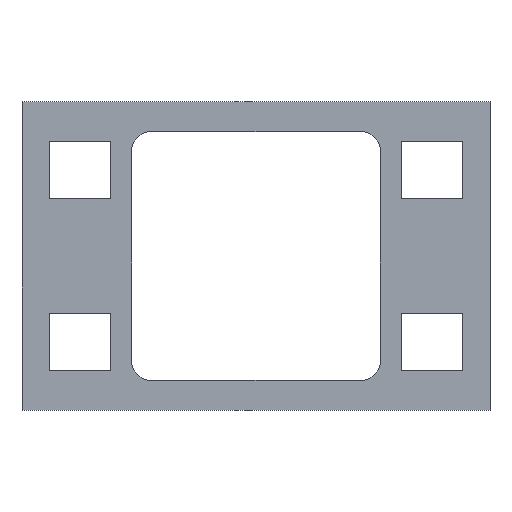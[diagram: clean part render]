
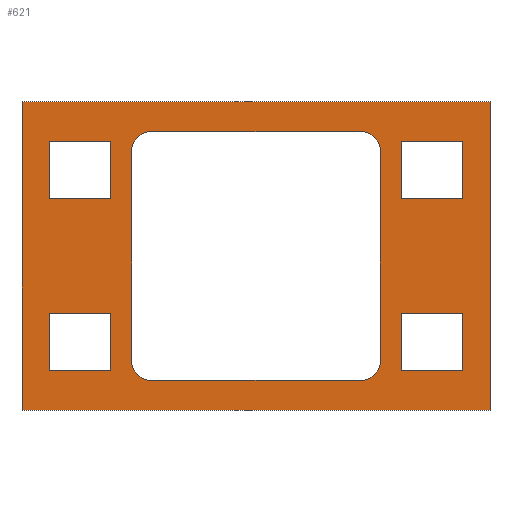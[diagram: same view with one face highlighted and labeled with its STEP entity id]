
A CAD part, top view. The second image highlights one B-rep face of the part: STEP entity #621.
In plain terms, the highlighted planar face has unit normal (0, 0, 1).
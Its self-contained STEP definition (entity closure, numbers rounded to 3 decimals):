
#15=FACE_BOUND('',#96,.T.);
#16=FACE_BOUND('',#97,.T.);
#17=FACE_BOUND('',#98,.T.);
#18=FACE_BOUND('',#99,.T.);
#19=FACE_BOUND('',#100,.T.);
#26=CIRCLE('',#636,0.5);
#28=CIRCLE('',#640,0.5);
#30=CIRCLE('',#644,0.5);
#32=CIRCLE('',#648,0.5);
#65=FACE_OUTER_BOUND('',#95,.T.);
#95=EDGE_LOOP('',(#511,#512,#513,#514));
#96=EDGE_LOOP('',(#515,#516,#517,#518));
#97=EDGE_LOOP('',(#519,#520,#521,#522));
#98=EDGE_LOOP('',(#523,#524,#525,#526,#527,#528,#529,#530));
#99=EDGE_LOOP('',(#531,#532,#533,#534));
#100=EDGE_LOOP('',(#535,#536,#537,#538));
#109=LINE('',#825,#185);
#112=LINE('',#831,#188);
#115=LINE('',#837,#191);
#118=LINE('',#841,#194);
#121=LINE('',#849,#197);
#124=LINE('',#855,#200);
#127=LINE('',#861,#203);
#130=LINE('',#865,#206);
#133=LINE('',#873,#209);
#137=LINE('',#885,#213);
#141=LINE('',#897,#217);
#145=LINE('',#909,#221);
#149=LINE('',#921,#225);
#152=LINE('',#927,#228);
#155=LINE('',#933,#231);
#158=LINE('',#937,#234);
#161=LINE('',#945,#237);
#164=LINE('',#951,#240);
#167=LINE('',#957,#243);
#170=LINE('',#961,#246);
#173=LINE('',#969,#249);
#176=LINE('',#975,#252);
#179=LINE('',#981,#255);
#182=LINE('',#985,#258);
#185=VECTOR('',#669,10.);
#188=VECTOR('',#674,10.);
#191=VECTOR('',#679,10.);
#194=VECTOR('',#684,10.);
#197=VECTOR('',#689,10.);
#200=VECTOR('',#694,10.);
#203=VECTOR('',#699,10.);
#206=VECTOR('',#704,10.);
#209=VECTOR('',#709,10.);
#213=VECTOR('',#721,10.);
#217=VECTOR('',#733,10.);
#221=VECTOR('',#745,10.);
#225=VECTOR('',#757,10.);
#228=VECTOR('',#762,10.);
#231=VECTOR('',#767,10.);
#234=VECTOR('',#772,10.);
#237=VECTOR('',#777,10.);
#240=VECTOR('',#782,10.);
#243=VECTOR('',#787,10.);
#246=VECTOR('',#792,10.);
#249=VECTOR('',#797,10.);
#252=VECTOR('',#802,10.);
#255=VECTOR('',#807,10.);
#258=VECTOR('',#812,10.);
#261=VERTEX_POINT('',#822);
#262=VERTEX_POINT('',#824);
#264=VERTEX_POINT('',#830);
#266=VERTEX_POINT('',#836);
#269=VERTEX_POINT('',#846);
#270=VERTEX_POINT('',#848);
#272=VERTEX_POINT('',#854);
#274=VERTEX_POINT('',#860);
#277=VERTEX_POINT('',#870);
#278=VERTEX_POINT('',#872);
#280=VERTEX_POINT('',#878);
#282=VERTEX_POINT('',#884);
#284=VERTEX_POINT('',#890);
#286=VERTEX_POINT('',#896);
#288=VERTEX_POINT('',#902);
#290=VERTEX_POINT('',#908);
#293=VERTEX_POINT('',#918);
#294=VERTEX_POINT('',#920);
#296=VERTEX_POINT('',#926);
#298=VERTEX_POINT('',#932);
#301=VERTEX_POINT('',#942);
#302=VERTEX_POINT('',#944);
#304=VERTEX_POINT('',#950);
#306=VERTEX_POINT('',#956);
#309=VERTEX_POINT('',#966);
#310=VERTEX_POINT('',#968);
#312=VERTEX_POINT('',#974);
#314=VERTEX_POINT('',#980);
#317=EDGE_CURVE('',#262,#261,#109,.T.);
#320=EDGE_CURVE('',#264,#262,#112,.T.);
#323=EDGE_CURVE('',#266,#264,#115,.T.);
#326=EDGE_CURVE('',#261,#266,#118,.T.);
#329=EDGE_CURVE('',#270,#269,#121,.T.);
#332=EDGE_CURVE('',#272,#270,#124,.T.);
#335=EDGE_CURVE('',#274,#272,#127,.T.);
#338=EDGE_CURVE('',#269,#274,#130,.T.);
#341=EDGE_CURVE('',#278,#277,#133,.T.);
#344=EDGE_CURVE('',#280,#278,#26,.T.);
#347=EDGE_CURVE('',#282,#280,#137,.T.);
#350=EDGE_CURVE('',#284,#282,#28,.T.);
#353=EDGE_CURVE('',#286,#284,#141,.T.);
#356=EDGE_CURVE('',#288,#286,#30,.T.);
#359=EDGE_CURVE('',#290,#288,#145,.T.);
#362=EDGE_CURVE('',#277,#290,#32,.T.);
#365=EDGE_CURVE('',#294,#293,#149,.T.);
#368=EDGE_CURVE('',#296,#294,#152,.T.);
#371=EDGE_CURVE('',#298,#296,#155,.T.);
#374=EDGE_CURVE('',#293,#298,#158,.T.);
#377=EDGE_CURVE('',#302,#301,#161,.T.);
#380=EDGE_CURVE('',#304,#302,#164,.T.);
#383=EDGE_CURVE('',#306,#304,#167,.T.);
#386=EDGE_CURVE('',#301,#306,#170,.T.);
#389=EDGE_CURVE('',#310,#309,#173,.T.);
#392=EDGE_CURVE('',#312,#310,#176,.T.);
#395=EDGE_CURVE('',#314,#312,#179,.T.);
#398=EDGE_CURVE('',#309,#314,#182,.T.);
#511=ORIENTED_EDGE('',*,*,#398,.T.);
#512=ORIENTED_EDGE('',*,*,#395,.T.);
#513=ORIENTED_EDGE('',*,*,#392,.T.);
#514=ORIENTED_EDGE('',*,*,#389,.T.);
#515=ORIENTED_EDGE('',*,*,#386,.T.);
#516=ORIENTED_EDGE('',*,*,#383,.T.);
#517=ORIENTED_EDGE('',*,*,#380,.T.);
#518=ORIENTED_EDGE('',*,*,#377,.T.);
#519=ORIENTED_EDGE('',*,*,#374,.T.);
#520=ORIENTED_EDGE('',*,*,#371,.T.);
#521=ORIENTED_EDGE('',*,*,#368,.T.);
#522=ORIENTED_EDGE('',*,*,#365,.T.);
#523=ORIENTED_EDGE('',*,*,#362,.T.);
#524=ORIENTED_EDGE('',*,*,#359,.T.);
#525=ORIENTED_EDGE('',*,*,#356,.T.);
#526=ORIENTED_EDGE('',*,*,#353,.T.);
#527=ORIENTED_EDGE('',*,*,#350,.T.);
#528=ORIENTED_EDGE('',*,*,#347,.T.);
#529=ORIENTED_EDGE('',*,*,#344,.T.);
#530=ORIENTED_EDGE('',*,*,#341,.T.);
#531=ORIENTED_EDGE('',*,*,#338,.T.);
#532=ORIENTED_EDGE('',*,*,#335,.T.);
#533=ORIENTED_EDGE('',*,*,#332,.T.);
#534=ORIENTED_EDGE('',*,*,#329,.T.);
#535=ORIENTED_EDGE('',*,*,#326,.T.);
#536=ORIENTED_EDGE('',*,*,#323,.T.);
#537=ORIENTED_EDGE('',*,*,#320,.T.);
#538=ORIENTED_EDGE('',*,*,#317,.T.);
#591=PLANE('',#661);
#621=ADVANCED_FACE('',(#65,#15,#16,#17,#18,#19),#591,.T.);
#636=AXIS2_PLACEMENT_3D('',#879,#715,#716);
#640=AXIS2_PLACEMENT_3D('',#891,#727,#728);
#644=AXIS2_PLACEMENT_3D('',#903,#739,#740);
#648=AXIS2_PLACEMENT_3D('',#913,#751,#752);
#661=AXIS2_PLACEMENT_3D('',#986,#813,#814);
#669=DIRECTION('',(0.,-1.,0.));
#674=DIRECTION('',(1.,0.,0.));
#679=DIRECTION('',(0.,1.,0.));
#684=DIRECTION('',(-1.,0.,0.));
#689=DIRECTION('',(0.,1.,0.));
#694=DIRECTION('',(-1.,0.,0.));
#699=DIRECTION('',(0.,-1.,0.));
#704=DIRECTION('',(1.,0.,0.));
#709=DIRECTION('',(1.,0.,0.));
#715=DIRECTION('center_axis',(0.,0.,-1.));
#716=DIRECTION('ref_axis',(0.,1.,0.));
#721=DIRECTION('',(0.,1.,0.));
#727=DIRECTION('center_axis',(0.,0.,-1.));
#728=DIRECTION('ref_axis',(-1.,0.,0.));
#733=DIRECTION('',(-1.,0.,0.));
#739=DIRECTION('center_axis',(0.,0.,-1.));
#740=DIRECTION('ref_axis',(0.,-1.,0.));
#745=DIRECTION('',(0.,-1.,0.));
#751=DIRECTION('center_axis',(0.,0.,-1.));
#752=DIRECTION('ref_axis',(1.,0.,0.));
#757=DIRECTION('',(0.,-1.,0.));
#762=DIRECTION('',(1.,0.,0.));
#767=DIRECTION('',(0.,1.,0.));
#772=DIRECTION('',(-1.,0.,0.));
#777=DIRECTION('',(0.,-1.,0.));
#782=DIRECTION('',(1.,0.,0.));
#787=DIRECTION('',(0.,1.,0.));
#792=DIRECTION('',(-1.,0.,0.));
#797=DIRECTION('',(1.,0.,0.));
#802=DIRECTION('',(0.,-1.,0.));
#807=DIRECTION('',(-1.,0.,0.));
#812=DIRECTION('',(0.,1.,0.));
#813=DIRECTION('center_axis',(0.,0.,1.));
#814=DIRECTION('ref_axis',(1.,0.,0.));
#822=CARTESIAN_POINT('',(5.4,1.5,0.5));
#824=CARTESIAN_POINT('',(5.4,3.,0.5));
#825=CARTESIAN_POINT('',(5.4,3.,0.5));
#830=CARTESIAN_POINT('',(3.8,3.,0.5));
#831=CARTESIAN_POINT('',(3.8,3.,0.5));
#836=CARTESIAN_POINT('',(3.8,1.5,0.5));
#837=CARTESIAN_POINT('',(3.8,1.5,0.5));
#841=CARTESIAN_POINT('',(5.4,1.5,0.5));
#846=CARTESIAN_POINT('',(-5.4,3.,0.5));
#848=CARTESIAN_POINT('',(-5.4,1.5,0.5));
#849=CARTESIAN_POINT('',(-5.4,1.5,0.5));
#854=CARTESIAN_POINT('',(-3.8,1.5,0.5));
#855=CARTESIAN_POINT('',(-3.8,1.5,0.5));
#860=CARTESIAN_POINT('',(-3.8,3.,0.5));
#861=CARTESIAN_POINT('',(-3.8,3.,0.5));
#865=CARTESIAN_POINT('',(-5.4,3.,0.5));
#870=CARTESIAN_POINT('',(2.75,3.25,0.5));
#872=CARTESIAN_POINT('',(-2.75,3.25,0.5));
#873=CARTESIAN_POINT('',(-2.75,3.25,0.5));
#878=CARTESIAN_POINT('',(-3.25,2.75,0.5));
#879=CARTESIAN_POINT('Origin',(-2.75,2.75,0.5));
#884=CARTESIAN_POINT('',(-3.25,-2.75,0.5));
#885=CARTESIAN_POINT('',(-3.25,-2.75,0.5));
#890=CARTESIAN_POINT('',(-2.75,-3.25,0.5));
#891=CARTESIAN_POINT('Origin',(-2.75,-2.75,0.5));
#896=CARTESIAN_POINT('',(2.75,-3.25,0.5));
#897=CARTESIAN_POINT('',(2.75,-3.25,0.5));
#902=CARTESIAN_POINT('',(3.25,-2.75,0.5));
#903=CARTESIAN_POINT('Origin',(2.75,-2.75,0.5));
#908=CARTESIAN_POINT('',(3.25,2.75,0.5));
#909=CARTESIAN_POINT('',(3.25,2.75,0.5));
#913=CARTESIAN_POINT('Origin',(2.75,2.75,0.5));
#918=CARTESIAN_POINT('',(5.4,-3.,0.5));
#920=CARTESIAN_POINT('',(5.4,-1.5,0.5));
#921=CARTESIAN_POINT('',(5.4,-1.5,0.5));
#926=CARTESIAN_POINT('',(3.8,-1.5,0.5));
#927=CARTESIAN_POINT('',(3.8,-1.5,0.5));
#932=CARTESIAN_POINT('',(3.8,-3.,0.5));
#933=CARTESIAN_POINT('',(3.8,-3.,0.5));
#937=CARTESIAN_POINT('',(5.4,-3.,0.5));
#942=CARTESIAN_POINT('',(-3.8,-3.,0.5));
#944=CARTESIAN_POINT('',(-3.8,-1.5,0.5));
#945=CARTESIAN_POINT('',(-3.8,-1.5,0.5));
#950=CARTESIAN_POINT('',(-5.4,-1.5,0.5));
#951=CARTESIAN_POINT('',(-5.4,-1.5,0.5));
#956=CARTESIAN_POINT('',(-5.4,-3.,0.5));
#957=CARTESIAN_POINT('',(-5.4,-3.,0.5));
#961=CARTESIAN_POINT('',(-3.8,-3.,0.5));
#966=CARTESIAN_POINT('',(6.113,-4.025,0.5));
#968=CARTESIAN_POINT('',(-6.113,-4.025,0.5));
#969=CARTESIAN_POINT('',(-6.113,-4.025,0.5));
#974=CARTESIAN_POINT('',(-6.113,4.025,0.5));
#975=CARTESIAN_POINT('',(-6.113,4.025,0.5));
#980=CARTESIAN_POINT('',(6.113,4.025,0.5));
#981=CARTESIAN_POINT('',(6.113,4.025,0.5));
#985=CARTESIAN_POINT('',(6.113,-4.025,0.5));
#986=CARTESIAN_POINT('Origin',(0.,0.,0.5));
